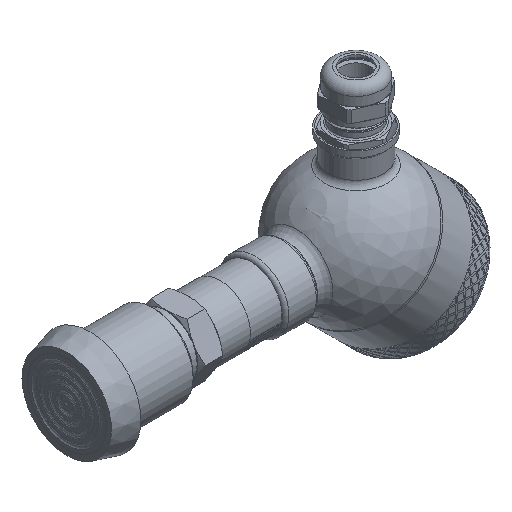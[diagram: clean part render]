
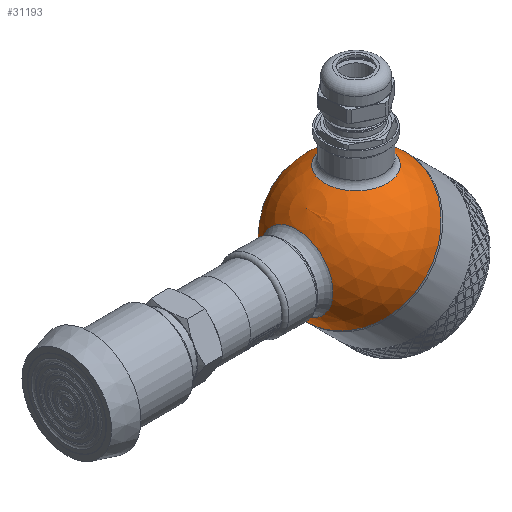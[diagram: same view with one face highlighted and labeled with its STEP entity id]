
A CAD part, isometric view. The second image highlights one B-rep face of the part: STEP entity #31193.
In plain terms, the highlighted spherical face has radius 30 mm.
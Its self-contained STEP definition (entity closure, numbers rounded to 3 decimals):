
#149=SPHERICAL_SURFACE('',#32834,30.);
#473=FACE_BOUND('',#6084,.T.);
#474=FACE_BOUND('',#6085,.T.);
#3933=FACE_OUTER_BOUND('',#6083,.T.);
#6083=EDGE_LOOP('',(#28784,#28785,#28786,#28787));
#6084=EDGE_LOOP('',(#28788));
#6085=EDGE_LOOP('',(#28789));
#6749=CIRCLE('',#32831,15.643);
#6752=CIRCLE('',#32835,30.);
#6753=CIRCLE('',#32836,30.);
#6754=CIRCLE('',#32837,30.);
#6755=CIRCLE('',#32838,13.5);
#14726=VERTEX_POINT('',#82437);
#14728=VERTEX_POINT('',#82443);
#14729=VERTEX_POINT('',#82444);
#14730=VERTEX_POINT('',#82446);
#14731=VERTEX_POINT('',#82449);
#19424=EDGE_CURVE('',#14726,#14726,#6749,.T.);
#19427=EDGE_CURVE('',#14728,#14729,#6752,.T.);
#19428=EDGE_CURVE('',#14728,#14730,#6753,.T.);
#19429=EDGE_CURVE('',#14729,#14728,#6754,.T.);
#19430=EDGE_CURVE('',#14731,#14731,#6755,.T.);
#28784=ORIENTED_EDGE('',*,*,#19427,.F.);
#28785=ORIENTED_EDGE('',*,*,#19428,.T.);
#28786=ORIENTED_EDGE('',*,*,#19428,.F.);
#28787=ORIENTED_EDGE('',*,*,#19429,.F.);
#28788=ORIENTED_EDGE('',*,*,#19424,.F.);
#28789=ORIENTED_EDGE('',*,*,#19430,.F.);
#31193=ADVANCED_FACE('',(#3933,#473,#474),#149,.T.);
#32831=AXIS2_PLACEMENT_3D('',#82438,#36767,#36768);
#32834=AXIS2_PLACEMENT_3D('',#82442,#36773,#36774);
#32835=AXIS2_PLACEMENT_3D('',#82445,#36775,#36776);
#32836=AXIS2_PLACEMENT_3D('',#82447,#36777,#36778);
#32837=AXIS2_PLACEMENT_3D('',#82448,#36779,#36780);
#32838=AXIS2_PLACEMENT_3D('',#82450,#36781,#36782);
#36767=DIRECTION('center_axis',(-0.707,0.,0.707));
#36768=DIRECTION('ref_axis',(0.707,0.,0.707));
#36773=DIRECTION('center_axis',(1.,0.,0.));
#36774=DIRECTION('ref_axis',(0.,-1.,0.));
#36775=DIRECTION('center_axis',(1.,0.,0.));
#36776=DIRECTION('ref_axis',(0.,1.,0.));
#36777=DIRECTION('center_axis',(0.,0.,1.));
#36778=DIRECTION('ref_axis',(0.,1.,0.));
#36779=DIRECTION('center_axis',(1.,0.,0.));
#36780=DIRECTION('ref_axis',(0.,1.,0.));
#36781=DIRECTION('center_axis',(-0.707,0.,-0.707));
#36782=DIRECTION('ref_axis',(-0.707,0.,0.707));
#82437=CARTESIAN_POINT('',(-29.162,0.,7.04));
#82438=CARTESIAN_POINT('Origin',(-18.101,0.,18.101));
#82442=CARTESIAN_POINT('Origin',(0.,0.,0.));
#82443=CARTESIAN_POINT('',(0.,30.,0.));
#82444=CARTESIAN_POINT('',(0.,-30.,0.));
#82445=CARTESIAN_POINT('Origin',(0.,0.,0.));
#82446=CARTESIAN_POINT('',(-30.,0.,0.));
#82447=CARTESIAN_POINT('Origin',(0.,0.,0.));
#82448=CARTESIAN_POINT('Origin',(0.,0.,0.));
#82449=CARTESIAN_POINT('',(-9.398,0.,-28.49));
#82450=CARTESIAN_POINT('Origin',(-18.944,0.,-18.944));
